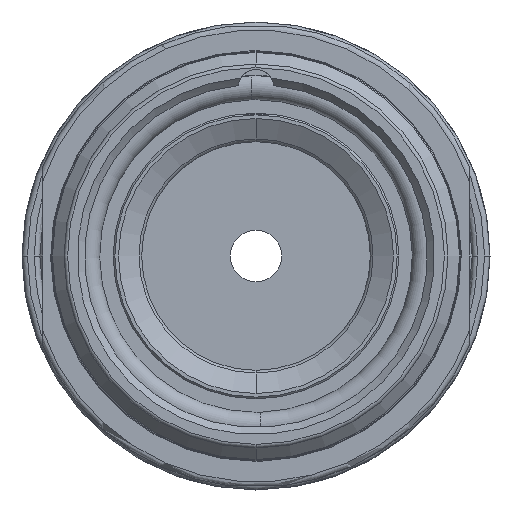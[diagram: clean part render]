
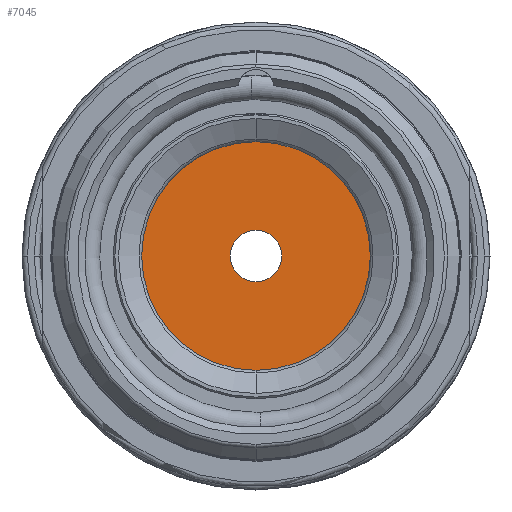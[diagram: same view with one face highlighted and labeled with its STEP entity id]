
A CAD part, front view. The second image highlights one B-rep face of the part: STEP entity #7045.
In plain terms, the highlighted planar face has unit normal (0, -1, 0).
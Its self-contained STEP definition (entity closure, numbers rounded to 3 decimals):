
#2630=CARTESIAN_POINT('',(0.,35.35,0.));
#2631=DIRECTION('',(0.,-1.,0.));
#2632=DIRECTION('',(1.,0.,0.));
#2633=AXIS2_PLACEMENT_3D('',#2630,#2631,#2632);
#2635=CARTESIAN_POINT('',(0.,35.35,0.));
#2636=DIRECTION('',(0.,-1.,0.));
#2637=DIRECTION('',(-1.,0.,0.));
#2638=AXIS2_PLACEMENT_3D('',#2635,#2636,#2637);
#2640=CARTESIAN_POINT('',(0.,35.35,0.));
#2641=DIRECTION('',(0.,1.,0.));
#2642=DIRECTION('',(-1.,0.,0.));
#2643=AXIS2_PLACEMENT_3D('',#2640,#2641,#2642);
#2645=CARTESIAN_POINT('',(0.,35.35,0.));
#2646=DIRECTION('',(0.,1.,0.));
#2647=DIRECTION('',(1.,0.,0.));
#2648=AXIS2_PLACEMENT_3D('',#2645,#2646,#2647);
#4155=CARTESIAN_POINT('',(8.8,35.35,0.));
#4156=CARTESIAN_POINT('',(-8.8,35.35,0.));
#4157=VERTEX_POINT('',#4155);
#4158=VERTEX_POINT('',#4156);
#4211=CARTESIAN_POINT('',(1.45,35.35,0.));
#4212=CARTESIAN_POINT('',(-1.45,35.35,0.));
#4213=VERTEX_POINT('',#4211);
#4214=VERTEX_POINT('',#4212);
#7030=CARTESIAN_POINT('',(-9.,35.35,0.));
#7031=DIRECTION('',(0.,-1.,0.));
#7032=DIRECTION('',(1.,0.,0.));
#7033=AXIS2_PLACEMENT_3D('',#7030,#7031,#7032);
#7034=PLANE('',#7033);
#7035=ORIENTED_EDGE('',*,*,#7012,.F.);
#7036=ORIENTED_EDGE('',*,*,#6997,.F.);
#7037=EDGE_LOOP('',(#7035,#7036));
#7038=FACE_OUTER_BOUND('',#7037,.F.);
#7040=ORIENTED_EDGE('',*,*,#7039,.F.);
#7042=ORIENTED_EDGE('',*,*,#7041,.F.);
#7043=EDGE_LOOP('',(#7040,#7042));
#7044=FACE_BOUND('',#7043,.F.);
#2634=CIRCLE('',#2633,8.8);
#2639=CIRCLE('',#2638,8.8);
#2644=CIRCLE('',#2643,1.45);
#2649=CIRCLE('',#2648,1.45);
#6997=EDGE_CURVE('',#4158,#4157,#2639,.T.);
#7012=EDGE_CURVE('',#4157,#4158,#2634,.T.);
#7039=EDGE_CURVE('',#4214,#4213,#2644,.T.);
#7041=EDGE_CURVE('',#4213,#4214,#2649,.T.);
#7045=ADVANCED_FACE('',(#7038,#7044),#7034,.T.);
